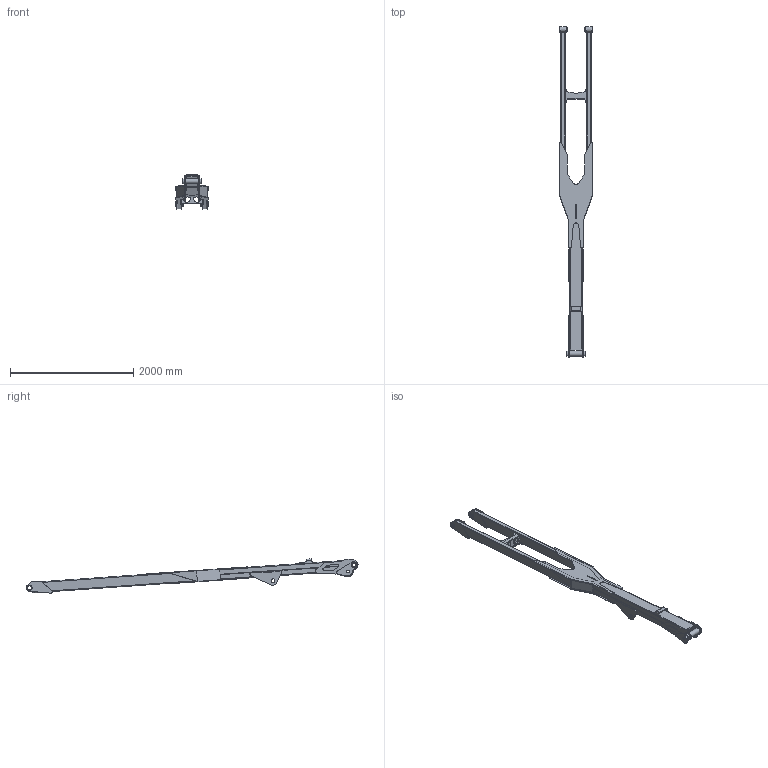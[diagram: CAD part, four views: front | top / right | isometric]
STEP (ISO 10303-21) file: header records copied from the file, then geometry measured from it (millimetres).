
FILE_DESCRIPTION( ( '' ), ' ' );
FILE_NAME( '5dee72bba4ec34155f60b161.step', '2019-12-09T16:13:48', ( '' ), ( '' ), ' ', ' ', ' ' );
FILE_SCHEMA( ( 'AUTOMOTIVE_DESIGN { 1 0 10303 214 1 1 1 1 }' ) );
Length unit declared in the file: metre
Products named in the file (1): Part 5
Bounding box: 543.6 x 5381.08 x 554.73 mm (x, y, z)
Volume: 65587472.7 mm3; surface area: 10462168.4 mm2
Topology: 1 solids, 1 shells, 411 faces, 1190 edges, 774 vertices
Faces by surface type: plane 261, cylinder 146, cone 4
Full cylindrical faces by diameter (mm): 44.45 x2, 60 x5, 85.4 x9, 108.362 x4
Entity records: 16788 total; most frequent: CARTESIAN_POINT 2428, ORIENTED_EDGE 2316, DIRECTION 2302, EDGE_CURVE 1158, LINE 830, VECTOR 830, VERTEX_POINT 766, AXIS2_PLACEMENT_3D 736
